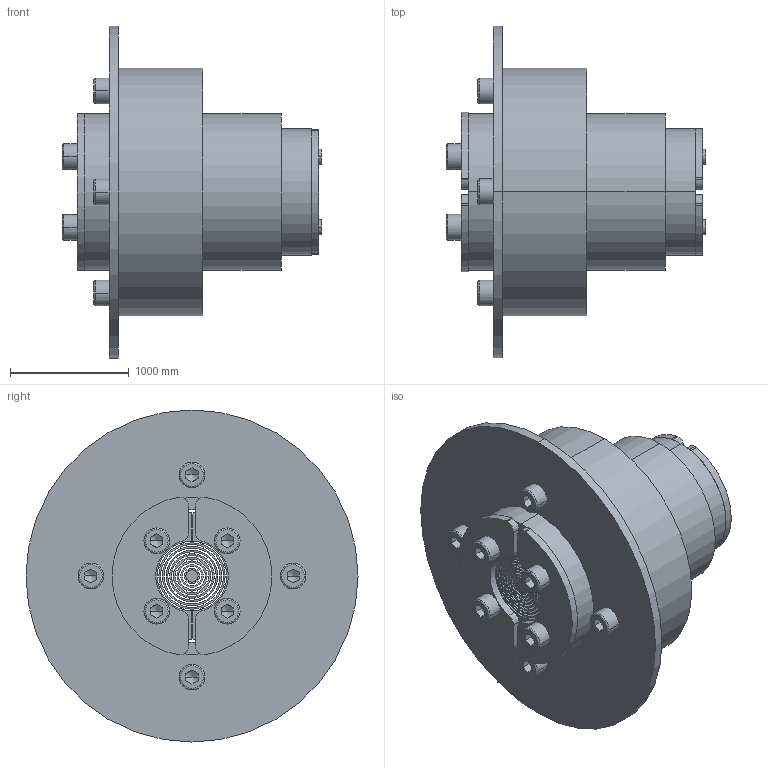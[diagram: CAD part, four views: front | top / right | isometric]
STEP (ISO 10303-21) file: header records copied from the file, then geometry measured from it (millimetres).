
FILE_DESCRIPTION((''),'2;1');
FILE_NAME('RSX 43.stp','2005-04-05T09:46:45',(''),(''),'Mechanical Desktop 2005','Mechanical Desktop 2005',', , ');
FILE_SCHEMA(('CONFIG_CONTROL_DESIGN'));
Length unit declared in the file: inch
Products named in the file (17): DRAWING4; HEXAGON SOCKET HEAD CAP SCREW - ISO 4762 - M5X30; PART3; PART1; PART2; RS43; ~~HALF; ~FRONT; ~~REAR; ~~PART1; ~CYLINDER HEAD CAP SCREW - DIN 912 - M5 X 50; ~CORE; RS43A; RS50; A4-LLOGO; RS23; RS25
Assembly tree (22 placements, depth 4):
  DRAWING4
    HEXAGON SOCKET HEAD CAP SCREW - ISO 4762 - M5X30  x4
    PART3
    PART1
    PART2
    RS43
      ~~HALF  x2
        ~FRONT
        ~~REAR
        ~~PART1
        ~CYLINDER HEAD CAP SCREW - DIN 912 - M5 X 50
      ~CORE
    RS43A
    RS50
      A4-LLOGO
    RS23
    RS25
      A4-LLOGO
Bounding box: 2184.4 x 2794 x 2794 mm (x, y, z)
Volume: 4066064644.3 mm3; surface area: 95686121.9 mm2
Topology: 34 solids, 34 shells, 402 faces, 938 edges, 621 vertices
Faces by surface type: plane 176, cylinder 170, cone 40, bspline 16
Entity records: 5590 total; most frequent: CARTESIAN_POINT 1080, DIRECTION 966, ORIENTED_EDGE 800, EDGE_CURVE 400, AXIS2_PLACEMENT_3D 389, VERTEX_POINT 266, EDGE_LOOP 214, CIRCLE 196
